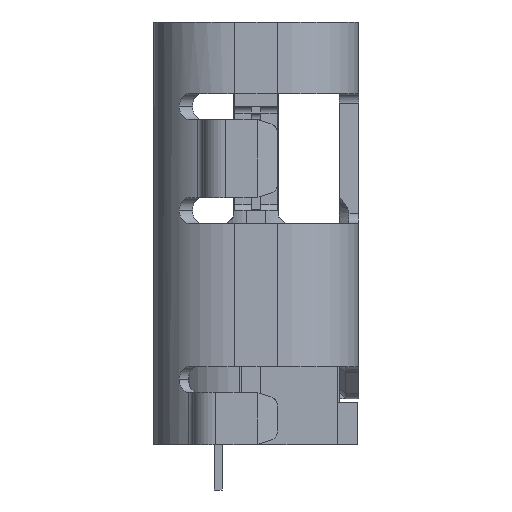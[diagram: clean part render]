
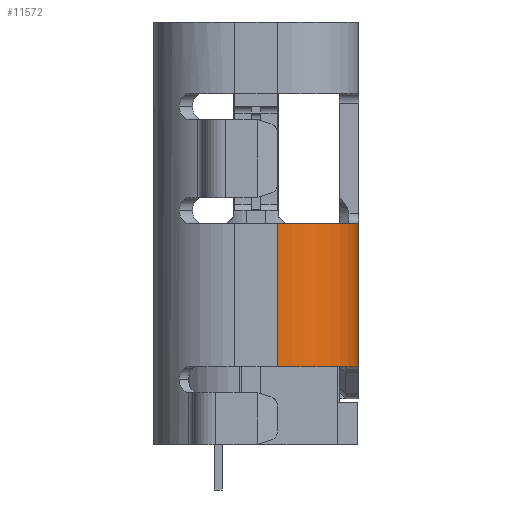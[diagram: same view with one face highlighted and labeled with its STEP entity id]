
A CAD part, left-side view. The second image highlights one B-rep face of the part: STEP entity #11572.
In plain terms, the highlighted cylindrical face has radius 1.25 mm (diameter 2.5 mm), a partial arc.
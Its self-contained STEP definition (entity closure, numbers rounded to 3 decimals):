
#174 = VERTEX_POINT ( 'NONE', #15278 ) ;
#306 = CARTESIAN_POINT ( 'NONE',  ( -3.22, -0.85, 2.1 ) ) ;
#3144 = ORIENTED_EDGE ( 'NONE', *, *, #25094, .T. ) ;
#3147 = VERTEX_POINT ( 'NONE', #3278 ) ;
#3278 = CARTESIAN_POINT ( 'NONE',  ( -4.47, -0.85, -3.2 ) ) ;
#3831 = AXIS2_PLACEMENT_3D ( 'NONE', #28449, #26079, #8338 ) ;
#4113 = VECTOR ( 'NONE', #9977, 1000. ) ;
#4363 = ORIENTED_EDGE ( 'NONE', *, *, #19685, .F. ) ;
#5203 = LINE ( 'NONE', #18737, #4113 ) ;
#6776 = DIRECTION ( 'NONE',  ( 0., 0., -1. ) ) ;
#6838 = CIRCLE ( 'NONE', #16835, 1.25 ) ;
#6866 = CIRCLE ( 'NONE', #3831, 1.25 ) ;
#7613 = LINE ( 'NONE', #10540, #11811 ) ;
#8338 = DIRECTION ( 'NONE',  ( 1., 0., 0. ) ) ;
#8760 = VERTEX_POINT ( 'NONE', #14545 ) ;
#9977 = DIRECTION ( 'NONE',  ( 0., 0., -1. ) ) ;
#10540 = CARTESIAN_POINT ( 'NONE',  ( -3.22, -2.1, 2.1 ) ) ;
#11198 = DIRECTION ( 'NONE',  ( 0., 0., -1. ) ) ;
#11361 = CYLINDRICAL_SURFACE ( 'NONE', #19913, 1.25 ) ;
#11572 = ADVANCED_FACE ( 'NONE', ( #16647 ), #11361, .T. ) ;
#11811 = VECTOR ( 'NONE', #21947, 1000. ) ;
#14067 = EDGE_LOOP ( 'NONE', ( #4363, #15676, #3144, #17465 ) ) ;
#14545 = CARTESIAN_POINT ( 'NONE',  ( -4.47, -0.85, -1. ) ) ;
#15278 = CARTESIAN_POINT ( 'NONE',  ( -3.22, -2.1, -3.2 ) ) ;
#15676 = ORIENTED_EDGE ( 'NONE', *, *, #21118, .T. ) ;
#16647 = FACE_OUTER_BOUND ( 'NONE', #14067, .T. ) ;
#16835 = AXIS2_PLACEMENT_3D ( 'NONE', #22753, #6776, #22858 ) ;
#17465 = ORIENTED_EDGE ( 'NONE', *, *, #20831, .T. ) ;
#18737 = CARTESIAN_POINT ( 'NONE',  ( -4.47, -0.85, 2.1 ) ) ;
#19685 = EDGE_CURVE ( 'NONE', #24672, #174, #7613, .T. ) ;
#19913 = AXIS2_PLACEMENT_3D ( 'NONE', #306, #11198, #20524 ) ;
#20524 = DIRECTION ( 'NONE',  ( 1., 0., 0. ) ) ;
#20831 = EDGE_CURVE ( 'NONE', #3147, #174, #6866, .T. ) ;
#21118 = EDGE_CURVE ( 'NONE', #24672, #8760, #6838, .T. ) ;
#21947 = DIRECTION ( 'NONE',  ( 0., 0., -1. ) ) ;
#22753 = CARTESIAN_POINT ( 'NONE',  ( -3.22, -0.85, -1. ) ) ;
#22858 = DIRECTION ( 'NONE',  ( -1., 0., 0. ) ) ;
#24672 = VERTEX_POINT ( 'NONE', #28665 ) ;
#25094 = EDGE_CURVE ( 'NONE', #8760, #3147, #5203, .T. ) ;
#26079 = DIRECTION ( 'NONE',  ( 0., 0., 1. ) ) ;
#28449 = CARTESIAN_POINT ( 'NONE',  ( -3.22, -0.85, -3.2 ) ) ;
#28665 = CARTESIAN_POINT ( 'NONE',  ( -3.22, -2.1, -1. ) ) ;
